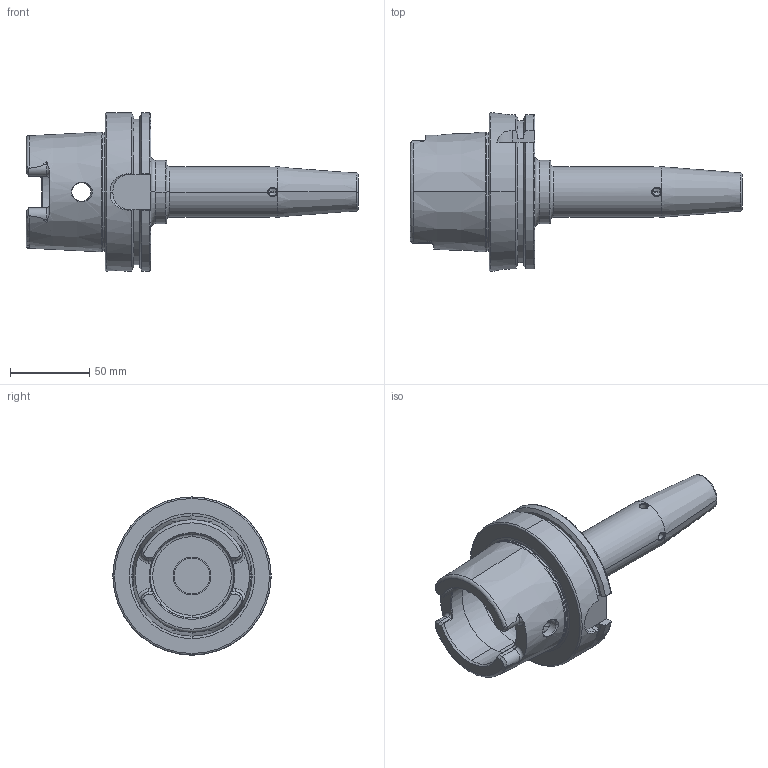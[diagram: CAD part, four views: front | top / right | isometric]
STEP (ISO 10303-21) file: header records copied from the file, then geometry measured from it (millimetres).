
FILE_DESCRIPTION((''),'2;1');
FILE_NAME('HSK100A-SFH9_525-160_3D20201221','2020-12-22T16:12:14',('user'),(''),'CREO PARAMETRIC BY PTC INC, 2018400','CREO PARAMETRIC BY PTC INC, 2018400','');
FILE_SCHEMA(('CONFIG_CONTROL_DESIGN'));
Length unit declared in the file: millimetre
Products named in the file (1): HSK100A-SFH9_525-160_3D20201221
Bounding box: 210 x 100 x 100 mm (x, y, z)
Volume: 339443 mm3; surface area: 69150.2 mm2
Topology: 1 solids, 7 shells, 215 faces, 548 edges, 340 vertices
Faces by surface type: cylinder 72, plane 57, cone 53, torus 29, bspline 4
Entity records: 7313 total; most frequent: CARTESIAN_POINT 2159, DIRECTION 1092, ORIENTED_EDGE 1042, EDGE_CURVE 540, AXIS2_PLACEMENT_3D 445, VERTEX_POINT 340, EDGE_LOOP 233, CIRCLE 233
